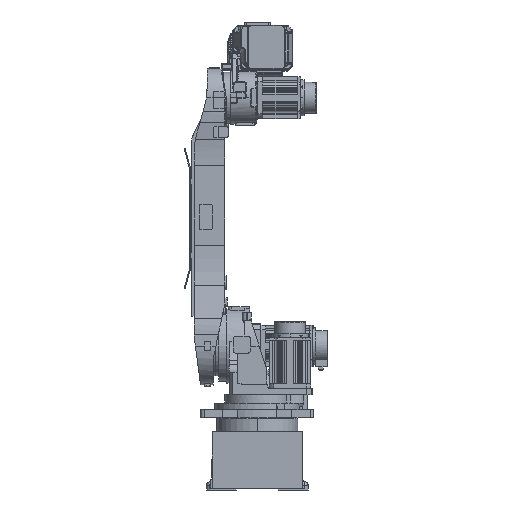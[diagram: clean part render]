
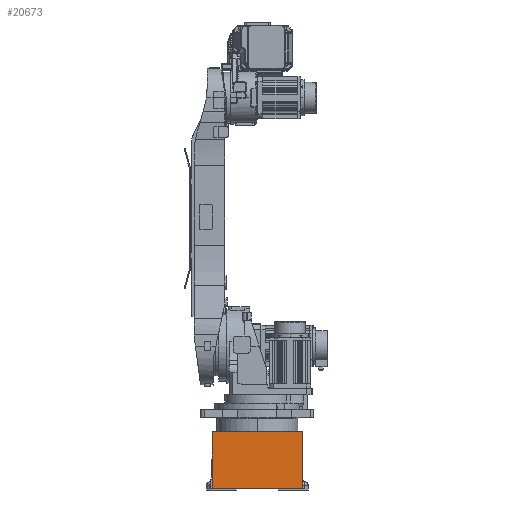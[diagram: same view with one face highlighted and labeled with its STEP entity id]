
A CAD part, left-side view. The second image highlights one B-rep face of the part: STEP entity #20673.
In plain terms, the highlighted planar face has unit normal (-1, 0, 0).
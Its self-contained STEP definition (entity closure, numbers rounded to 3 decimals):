
#117 = DIRECTION ( 'NONE',  ( 0., 1., 0. ) ) ;
#357 = VERTEX_POINT ( 'NONE', #39821 ) ;
#2762 = VECTOR ( 'NONE', #49471, 1000. ) ;
#2876 = EDGE_CURVE ( 'NONE', #16756, #81036, #73027, .T. ) ;
#3555 = DIRECTION ( 'NONE',  ( -1., 0., 0. ) ) ;
#11058 = VECTOR ( 'NONE', #117, 1000. ) ;
#12026 = CARTESIAN_POINT ( 'NONE',  ( -300., -140., 5. ) ) ;
#13045 = CARTESIAN_POINT ( 'NONE',  ( -300., 142.5, 5. ) ) ;
#13762 = VECTOR ( 'NONE', #21209, 1000. ) ;
#14227 = ORIENTED_EDGE ( 'NONE', *, *, #59271, .T. ) ;
#16756 = VERTEX_POINT ( 'NONE', #99181 ) ;
#20537 = ORIENTED_EDGE ( 'NONE', *, *, #50136, .T. ) ;
#20673 = ADVANCED_FACE ( 'NONE', ( #94227 ), #27698, .T. ) ;
#21209 = DIRECTION ( 'NONE',  ( 0., -1., 0. ) ) ;
#27118 = ORIENTED_EDGE ( 'NONE', *, *, #77923, .F. ) ;
#27698 = PLANE ( 'NONE',  #64319 ) ;
#27977 = VERTEX_POINT ( 'NONE', #68679 ) ;
#30097 = LINE ( 'NONE', #56753, #11058 ) ;
#31906 = VECTOR ( 'NONE', #70779, 1000. ) ;
#36921 = EDGE_LOOP ( 'NONE', ( #53595, #77155, #20537, #27118, #14227 ) ) ;
#37014 = LINE ( 'NONE', #94770, #31906 ) ;
#37858 = DIRECTION ( 'NONE',  ( 0., 0., -1. ) ) ;
#39821 = CARTESIAN_POINT ( 'NONE',  ( -300., 140., 5. ) ) ;
#41034 = CARTESIAN_POINT ( 'NONE',  ( -300., 140., 181. ) ) ;
#44114 = CARTESIAN_POINT ( 'NONE',  ( -300., 140., 181. ) ) ;
#46052 = LINE ( 'NONE', #57662, #2762 ) ;
#49471 = DIRECTION ( 'NONE',  ( 0., 0., -1. ) ) ;
#50136 = EDGE_CURVE ( 'NONE', #357, #95602, #76068, .T. ) ;
#53595 = ORIENTED_EDGE ( 'NONE', *, *, #2876, .T. ) ;
#56753 = CARTESIAN_POINT ( 'NONE',  ( -300., 140., 181. ) ) ;
#57662 = CARTESIAN_POINT ( 'NONE',  ( -300., 140., 181. ) ) ;
#59271 = EDGE_CURVE ( 'NONE', #27977, #16756, #30097, .T. ) ;
#60465 = DIRECTION ( 'NONE',  ( 0., 0., 1. ) ) ;
#64319 = AXIS2_PLACEMENT_3D ( 'NONE', #44114, #3555, #60465 ) ;
#68679 = CARTESIAN_POINT ( 'NONE',  ( -300., -140., 181. ) ) ;
#70779 = DIRECTION ( 'NONE',  ( 0., 0., -1. ) ) ;
#73027 = LINE ( 'NONE', #41034, #91902 ) ;
#76068 = LINE ( 'NONE', #13045, #13762 ) ;
#77155 = ORIENTED_EDGE ( 'NONE', *, *, #93827, .T. ) ;
#77923 = EDGE_CURVE ( 'NONE', #27977, #95602, #37014, .T. ) ;
#81036 = VERTEX_POINT ( 'NONE', #85322 ) ;
#85322 = CARTESIAN_POINT ( 'NONE',  ( -300., 140., 96. ) ) ;
#91902 = VECTOR ( 'NONE', #37858, 1000. ) ;
#93827 = EDGE_CURVE ( 'NONE', #81036, #357, #46052, .T. ) ;
#94227 = FACE_OUTER_BOUND ( 'NONE', #36921, .T. ) ;
#94770 = CARTESIAN_POINT ( 'NONE',  ( -300., -140., 181. ) ) ;
#95602 = VERTEX_POINT ( 'NONE', #12026 ) ;
#99181 = CARTESIAN_POINT ( 'NONE',  ( -300., 140., 181. ) ) ;
